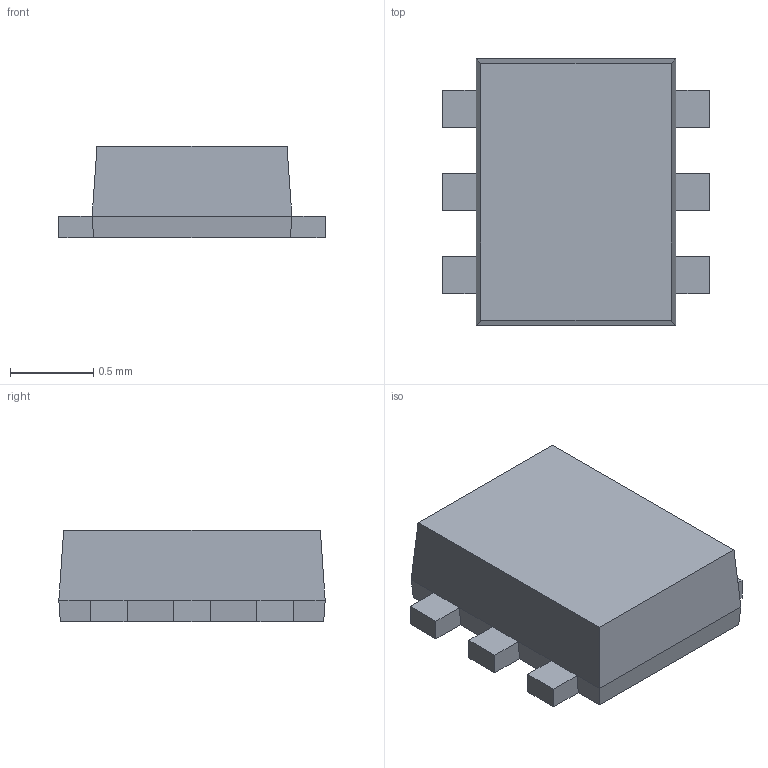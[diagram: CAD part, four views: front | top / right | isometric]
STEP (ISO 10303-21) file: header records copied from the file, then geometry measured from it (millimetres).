
FILE_DESCRIPTION(/* description */ ('model of SOT-666'),/* implementation_level */ '2;1');
FILE_NAME(/* name */ 'SOT-666.step',/* time_stamp */ '2017-05-13T20:59:23',/* author */ ('kicad StepUp','ksu'),/* organization */ ('FreeCAD'),/* preprocessor_version */ 'OCC',/* originating_system */ 'kicad StepUp',/* authorisation */ '');
FILE_SCHEMA(('AUTOMOTIVE_DESIGN_CC2 { 1 2 10303 214 -1 1 5 4 }'));
Length unit declared in the file: millimetre
Products named in the file (1): SOT_666
Bounding box: 1.6 x 1.6 x 0.55 mm (x, y, z)
Volume: 1.1 mm3; surface area: 7.5 mm2
Topology: 1 solids, 1 shells, 46 faces, 104 edges, 60 vertices
Faces by surface type: plane 32, bspline 14
Entity records: 847 total; most frequent: ORIENTED_EDGE 172, CARTESIAN_POINT 117, EDGE_CURVE 104, LINE 66, VERTEX_POINT 60, ADVANCED_FACE 46, FACE_BOUND 46, EDGE_LOOP 46
